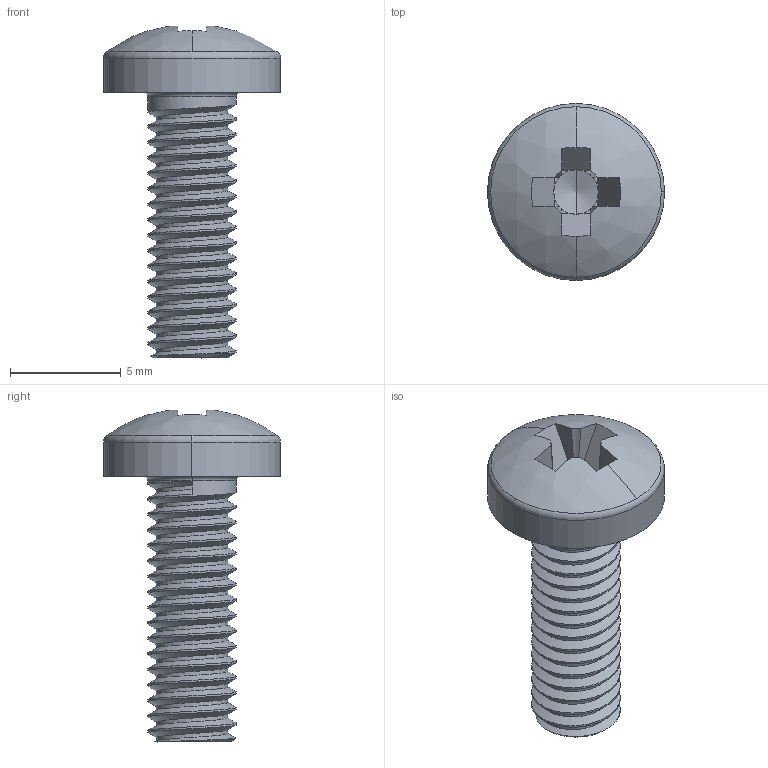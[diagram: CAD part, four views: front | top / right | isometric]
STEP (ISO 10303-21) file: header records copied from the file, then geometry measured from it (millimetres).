
FILE_DESCRIPTION (( 'STEP AP214' ), '1' );
FILE_NAME ('PanHeadCrossRecessedScrew_M4x12.STEP', '2017-09-08T13:30:32', ( 'UTILISATEUR' ), ( 'Hewlett-Packard Company' ), 'SwSTEP 2.0', 'SolidWorks 2016', '' );
FILE_SCHEMA (( 'AUTOMOTIVE_DESIGN' ));
Length unit declared in the file: millimetre
Products named in the file (1): PanHeadCrossRecessedScrew_M4x12
Bounding box: 8 x 8 x 15 mm (x, y, z)
Volume: 230.7 mm3; surface area: 382 mm2
Topology: 1 solids, 1 shells, 80 faces, 211 edges, 132 vertices
Faces by surface type: cylinder 36, plane 23, cone 12, torus 4, bspline 3, sphere 2
Entity records: 9416 total; most frequent: CARTESIAN_POINT 7608, ORIENTED_EDGE 418, DIRECTION 329, EDGE_CURVE 209, AXIS2_PLACEMENT_3D 133, VERTEX_POINT 132, EDGE_LOOP 81, FACE_OUTER_BOUND 80
